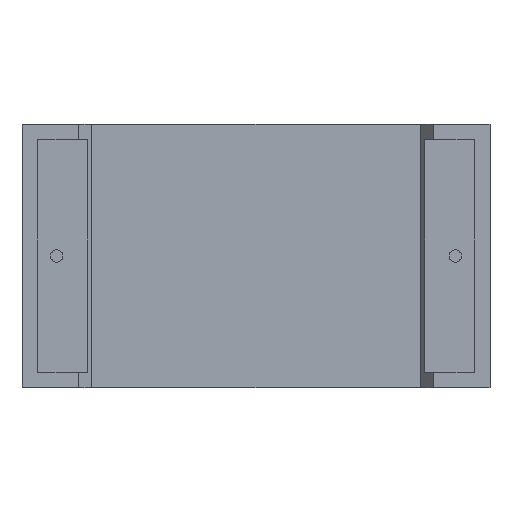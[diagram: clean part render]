
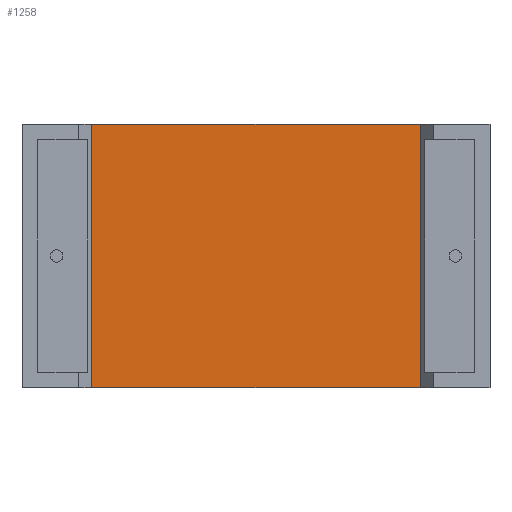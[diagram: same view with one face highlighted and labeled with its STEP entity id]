
A CAD part, front view. The second image highlights one B-rep face of the part: STEP entity #1258.
In plain terms, the highlighted planar face has unit normal (0, -1, 0).
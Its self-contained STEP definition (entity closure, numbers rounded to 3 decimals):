
#455 = ORIENTED_EDGE ( 'NONE', *, *, #539, .F. ) ;
#499 = CARTESIAN_POINT ( 'NONE',  ( 4.797, 1.141, 0. ) ) ;
#539 = EDGE_CURVE ( 'NONE', #2681, #1913, #2079, .T. ) ;
#569 = FACE_OUTER_BOUND ( 'NONE', #2896, .T. ) ;
#661 = CARTESIAN_POINT ( 'NONE',  ( 27.503, 1.141, 0. ) ) ;
#662 = CARTESIAN_POINT ( 'NONE',  ( 16.15, 1.141, 0. ) ) ;
#701 = DIRECTION ( 'NONE',  ( -1., 0., 0. ) ) ;
#750 = CARTESIAN_POINT ( 'NONE',  ( 27.503, 1.141, 18.2 ) ) ;
#765 = VERTEX_POINT ( 'NONE', #848 ) ;
#835 = EDGE_CURVE ( 'NONE', #765, #1700, #837, .T. ) ;
#837 = LINE ( 'NONE', #661, #1065 ) ;
#848 = CARTESIAN_POINT ( 'NONE',  ( 27.503, 1.141, 0. ) ) ;
#925 = DIRECTION ( 'NONE',  ( 0., 0., 1. ) ) ;
#986 = LINE ( 'NONE', #1850, #2495 ) ;
#995 = DIRECTION ( 'NONE',  ( 0., 0., 1. ) ) ;
#1065 = VECTOR ( 'NONE', #925, 1000. ) ;
#1090 = CARTESIAN_POINT ( 'NONE',  ( 4.797, 1.141, 18.2 ) ) ;
#1167 = ORIENTED_EDGE ( 'NONE', *, *, #1221, .T. ) ;
#1198 = PLANE ( 'NONE',  #2305 ) ;
#1221 = EDGE_CURVE ( 'NONE', #1700, #1913, #986, .T. ) ;
#1258 = ADVANCED_FACE ( 'NONE', ( #569 ), #1198, .F. ) ;
#1296 = CARTESIAN_POINT ( 'NONE',  ( 4.797, 1.141, 0. ) ) ;
#1452 = CARTESIAN_POINT ( 'NONE',  ( 16.15, 1.141, 0. ) ) ;
#1684 = DIRECTION ( 'NONE',  ( 0., 1., 0. ) ) ;
#1696 = DIRECTION ( 'NONE',  ( -1., 0., 0. ) ) ;
#1700 = VERTEX_POINT ( 'NONE', #750 ) ;
#1850 = CARTESIAN_POINT ( 'NONE',  ( 16.15, 1.141, 18.2 ) ) ;
#1913 = VERTEX_POINT ( 'NONE', #1090 ) ;
#1989 = ORIENTED_EDGE ( 'NONE', *, *, #2028, .F. ) ;
#2028 = EDGE_CURVE ( 'NONE', #765, #2681, #2124, .T. ) ;
#2033 = ORIENTED_EDGE ( 'NONE', *, *, #835, .T. ) ;
#2079 = LINE ( 'NONE', #499, #2826 ) ;
#2124 = LINE ( 'NONE', #662, #2838 ) ;
#2305 = AXIS2_PLACEMENT_3D ( 'NONE', #1452, #1684, #1696 ) ;
#2380 = DIRECTION ( 'NONE',  ( -1., 0., 0. ) ) ;
#2495 = VECTOR ( 'NONE', #701, 1000. ) ;
#2681 = VERTEX_POINT ( 'NONE', #1296 ) ;
#2826 = VECTOR ( 'NONE', #995, 1000. ) ;
#2838 = VECTOR ( 'NONE', #2380, 1000. ) ;
#2896 = EDGE_LOOP ( 'NONE', ( #1167, #455, #1989, #2033 ) ) ;
